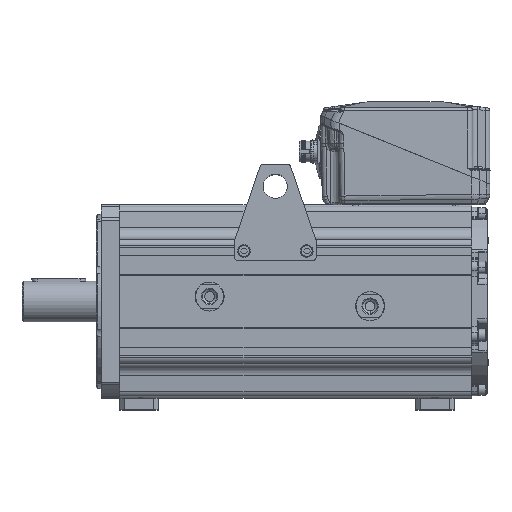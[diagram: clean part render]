
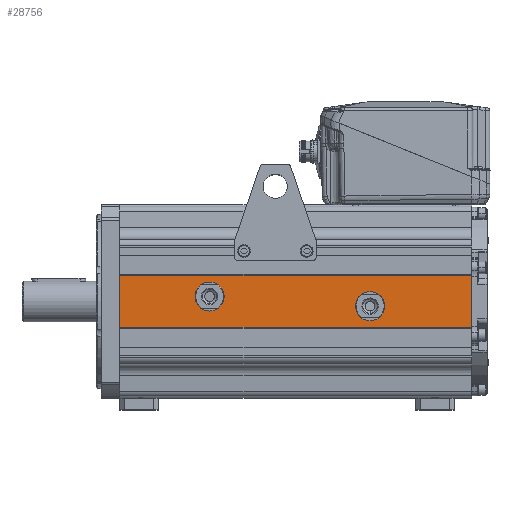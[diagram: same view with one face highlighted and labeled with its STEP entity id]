
A CAD part, top view. The second image highlights one B-rep face of the part: STEP entity #28756.
In plain terms, the highlighted planar face has unit normal (0, 0, 1).
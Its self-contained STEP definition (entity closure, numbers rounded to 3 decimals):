
#26301=DIRECTION('',(0.,1.,0.));
#26302=VECTOR('',#26301,54.);
#26303=CARTESIAN_POINT('',(101.,-27.,95.5));
#26304=LINE('',#26303,#26302);
#26305=DIRECTION('',(0.,-1.,0.));
#26306=VECTOR('',#26305,54.);
#26307=CARTESIAN_POINT('',(465.,27.,95.5));
#26308=LINE('',#26307,#26306);
#26309=DIRECTION('',(-1.,0.,0.));
#26310=VECTOR('',#26309,364.);
#26311=CARTESIAN_POINT('',(465.,-27.,95.5));
#26312=LINE('',#26311,#26310);
#26313=CARTESIAN_POINT('',(194.,5.,95.5));
#26314=DIRECTION('',(0.,0.,1.));
#26315=DIRECTION('',(1.,0.,0.));
#26316=AXIS2_PLACEMENT_3D('',#26313,#26314,#26315);
#26318=CARTESIAN_POINT('',(194.,5.,95.5));
#26319=DIRECTION('',(0.,0.,1.));
#26320=DIRECTION('',(-1.,0.,0.));
#26321=AXIS2_PLACEMENT_3D('',#26318,#26319,#26320);
#26323=CARTESIAN_POINT('',(360.,-5.,95.5));
#26324=DIRECTION('',(0.,0.,1.));
#26325=DIRECTION('',(1.,0.,0.));
#26326=AXIS2_PLACEMENT_3D('',#26323,#26324,#26325);
#26328=CARTESIAN_POINT('',(360.,-5.,95.5));
#26329=DIRECTION('',(0.,0.,1.));
#26330=DIRECTION('',(-1.,0.,0.));
#26331=AXIS2_PLACEMENT_3D('',#26328,#26329,#26330);
#27453=DIRECTION('',(-1.,0.,0.));
#27454=VECTOR('',#27453,364.);
#27455=CARTESIAN_POINT('',(465.,27.,95.5));
#27456=LINE('',#27455,#27454);
#27641=CARTESIAN_POINT('',(465.,-27.,95.5));
#27642=CARTESIAN_POINT('',(101.,-27.,95.5));
#27643=VERTEX_POINT('',#27641);
#27644=VERTEX_POINT('',#27642);
#27777=CARTESIAN_POINT('',(101.,27.,95.5));
#27778=VERTEX_POINT('',#27777);
#27779=CARTESIAN_POINT('',(465.,27.,95.5));
#27780=VERTEX_POINT('',#27779);
#28219=CARTESIAN_POINT('',(352.5,-5.,95.5));
#28220=CARTESIAN_POINT('',(367.5,-5.,95.5));
#28221=VERTEX_POINT('',#28219);
#28222=VERTEX_POINT('',#28220);
#28223=CARTESIAN_POINT('',(186.5,5.,95.5));
#28224=CARTESIAN_POINT('',(201.5,5.,95.5));
#28225=VERTEX_POINT('',#28223);
#28226=VERTEX_POINT('',#28224);
#28731=CARTESIAN_POINT('',(465.,-27.,95.5));
#28732=DIRECTION('',(0.,0.,1.));
#28733=DIRECTION('',(0.,1.,0.));
#28734=AXIS2_PLACEMENT_3D('',#28731,#28732,#28733);
#28735=PLANE('',#28734);
#28737=ORIENTED_EDGE('',*,*,#28736,.T.);
#28739=ORIENTED_EDGE('',*,*,#28738,.F.);
#28740=ORIENTED_EDGE('',*,*,#28314,.T.);
#28741=ORIENTED_EDGE('',*,*,#28725,.T.);
#28742=EDGE_LOOP('',(#28737,#28739,#28740,#28741));
#28743=FACE_OUTER_BOUND('',#28742,.F.);
#28745=ORIENTED_EDGE('',*,*,#28744,.T.);
#28747=ORIENTED_EDGE('',*,*,#28746,.T.);
#28748=EDGE_LOOP('',(#28745,#28747));
#28749=FACE_BOUND('',#28748,.F.);
#28751=ORIENTED_EDGE('',*,*,#28750,.T.);
#28753=ORIENTED_EDGE('',*,*,#28752,.T.);
#28754=EDGE_LOOP('',(#28751,#28753));
#28755=FACE_BOUND('',#28754,.F.);
#28756=ADVANCED_FACE('',(#28743,#28749,#28755),#28735,.T.);
#26317=CIRCLE('',#26316,7.5);
#26322=CIRCLE('',#26321,7.5);
#26327=CIRCLE('',#26326,7.5);
#26332=CIRCLE('',#26331,7.5);
#28314=EDGE_CURVE('',#27780,#27643,#26308,.T.);
#28725=EDGE_CURVE('',#27643,#27644,#26312,.T.);
#28736=EDGE_CURVE('',#27644,#27778,#26304,.T.);
#28738=EDGE_CURVE('',#27780,#27778,#27456,.T.);
#28744=EDGE_CURVE('',#28226,#28225,#26317,.T.);
#28746=EDGE_CURVE('',#28225,#28226,#26322,.T.);
#28750=EDGE_CURVE('',#28222,#28221,#26327,.T.);
#28752=EDGE_CURVE('',#28221,#28222,#26332,.T.);
